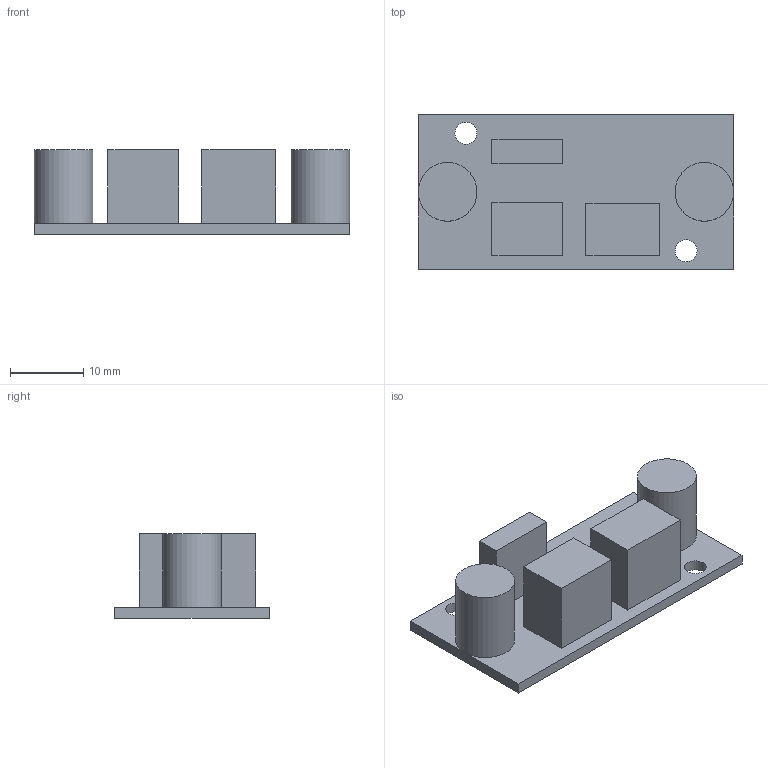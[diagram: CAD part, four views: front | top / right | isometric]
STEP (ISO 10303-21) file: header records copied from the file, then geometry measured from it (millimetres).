
FILE_DESCRIPTION(('FreeCAD Model'),'2;1');
FILE_NAME('Open CASCADE Shape Model','2025-03-24T13:18:55',(''),(''), 'Open CASCADE STEP processor 7.8','FreeCAD','Unknown');
FILE_SCHEMA(('AUTOMOTIVE_DESIGN { 1 0 10303 214 1 1 1 1 }'));
Length unit declared in the file: millimetre
Products named in the file (1): Buck Converter
Bounding box: 43 x 21 x 11.5 mm (x, y, z)
Volume: 4075.3 mm3; surface area: 3441.7 mm2
Topology: 1 solids, 1 shells, 27 faces, 65 edges, 42 vertices
Faces by surface type: plane 23, cylinder 4
Full cylindrical faces by diameter (mm): 3 x2, 8 x2
Entity records: 796 total; most frequent: CARTESIAN_POINT 132, DIRECTION 128, ORIENTED_EDGE 126, EDGE_CURVE 63, LINE 54, VECTOR 54, VERTEX_POINT 41, AXIS2_PLACEMENT_3D 37
